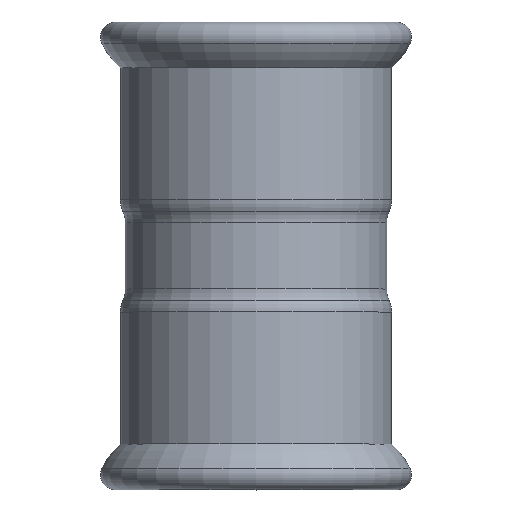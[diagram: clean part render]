
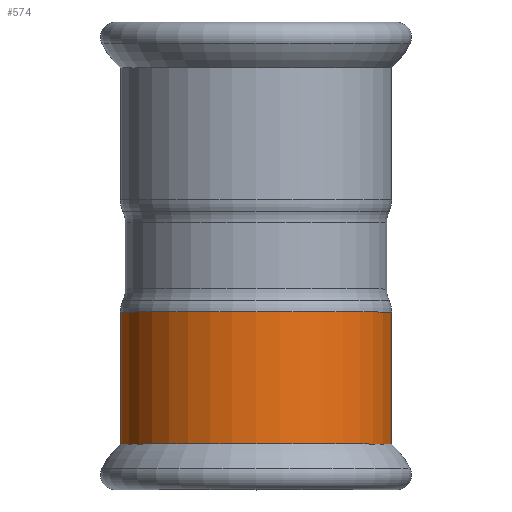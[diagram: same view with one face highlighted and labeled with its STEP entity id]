
A CAD part, top view. The second image highlights one B-rep face of the part: STEP entity #574.
In plain terms, the highlighted cylindrical face has radius 72.5 mm (diameter 145 mm), a full revolution.
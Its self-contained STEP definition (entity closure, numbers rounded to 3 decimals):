
#21=LINE('',#1042,#31);
#31=VECTOR('',#815,72.5);
#41=CYLINDRICAL_SURFACE('',#653,72.5);
#56=FACE_OUTER_BOUND('',#84,.T.);
#84=EDGE_LOOP('',(#406,#407,#408,#409,#410,#411,#412));
#111=CIRCLE('',#620,72.5);
#112=CIRCLE('',#621,72.5);
#138=CIRCLE('',#654,72.5);
#139=CIRCLE('',#655,72.5);
#140=CIRCLE('',#656,72.5);
#196=VERTEX_POINT('',#977);
#197=VERTEX_POINT('',#979);
#219=VERTEX_POINT('',#1037);
#220=VERTEX_POINT('',#1038);
#221=VERTEX_POINT('',#1040);
#267=EDGE_CURVE('',#196,#197,#111,.T.);
#268=EDGE_CURVE('',#197,#196,#112,.T.);
#296=EDGE_CURVE('',#219,#220,#138,.T.);
#297=EDGE_CURVE('',#220,#221,#139,.T.);
#298=EDGE_CURVE('',#221,#197,#21,.T.);
#299=EDGE_CURVE('',#221,#219,#140,.T.);
#406=ORIENTED_EDGE('',*,*,#296,.T.);
#407=ORIENTED_EDGE('',*,*,#297,.T.);
#408=ORIENTED_EDGE('',*,*,#298,.T.);
#409=ORIENTED_EDGE('',*,*,#267,.F.);
#410=ORIENTED_EDGE('',*,*,#268,.F.);
#411=ORIENTED_EDGE('',*,*,#298,.F.);
#412=ORIENTED_EDGE('',*,*,#299,.T.);
#574=ADVANCED_FACE('',(#56),#41,.T.);
#620=AXIS2_PLACEMENT_3D('',#980,#741,#742);
#621=AXIS2_PLACEMENT_3D('',#981,#743,#744);
#653=AXIS2_PLACEMENT_3D('',#1036,#809,#810);
#654=AXIS2_PLACEMENT_3D('',#1039,#811,#812);
#655=AXIS2_PLACEMENT_3D('',#1041,#813,#814);
#656=AXIS2_PLACEMENT_3D('',#1043,#816,#817);
#741=DIRECTION('center_axis',(0.,-1.,0.));
#742=DIRECTION('ref_axis',(1.,0.,0.));
#743=DIRECTION('center_axis',(0.,-1.,0.));
#744=DIRECTION('ref_axis',(1.,0.,0.));
#809=DIRECTION('center_axis',(0.,-1.,0.));
#810=DIRECTION('ref_axis',(0.,0.,-1.));
#811=DIRECTION('center_axis',(0.,-1.,0.));
#812=DIRECTION('ref_axis',(1.,0.,0.));
#813=DIRECTION('center_axis',(0.,-1.,0.));
#814=DIRECTION('ref_axis',(1.,0.,0.));
#815=DIRECTION('',(0.,-1.,0.));
#816=DIRECTION('center_axis',(0.,-1.,0.));
#817=DIRECTION('ref_axis',(1.,0.,0.));
#977=CARTESIAN_POINT('',(0.,-100.603,-72.5));
#979=CARTESIAN_POINT('',(0.,-100.603,72.5));
#980=CARTESIAN_POINT('Origin',(0.,-100.603,0.));
#981=CARTESIAN_POINT('Origin',(0.,-100.603,0.));
#1036=CARTESIAN_POINT('Origin',(0.,-65.301,0.));
#1037=CARTESIAN_POINT('',(0.,-30.,-72.5));
#1038=CARTESIAN_POINT('',(72.5,-30.,0.));
#1039=CARTESIAN_POINT('Origin',(0.,-30.,0.));
#1040=CARTESIAN_POINT('',(0.,-30.,72.5));
#1041=CARTESIAN_POINT('Origin',(0.,-30.,0.));
#1042=CARTESIAN_POINT('',(0.,-65.301,72.5));
#1043=CARTESIAN_POINT('Origin',(0.,-30.,0.));
